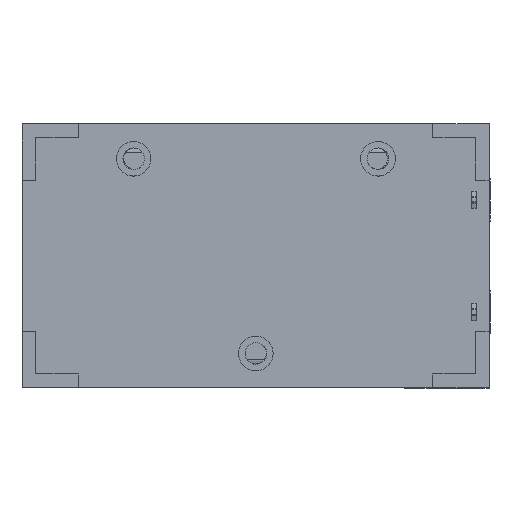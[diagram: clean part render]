
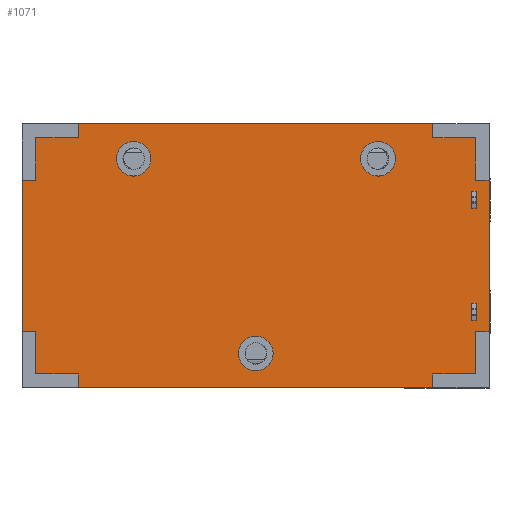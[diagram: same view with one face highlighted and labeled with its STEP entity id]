
A CAD part, top view. The second image highlights one B-rep face of the part: STEP entity #1071.
In plain terms, the highlighted planar face has unit normal (0, 0, 1).
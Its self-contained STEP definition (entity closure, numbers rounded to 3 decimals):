
#801 = VERTEX_POINT('',#802);
#802 = CARTESIAN_POINT('',(-27.,-8.75,2.5));
#808 = EDGE_CURVE('',#809,#801,#811,.T.);
#809 = VERTEX_POINT('',#810);
#810 = CARTESIAN_POINT('',(-27.,8.75,2.5));
#811 = LINE('',#812,#813);
#812 = CARTESIAN_POINT('',(-27.,15.25,2.5));
#813 = VECTOR('',#814,1.);
#814 = DIRECTION('',(0.,-1.,0.));
#1071 = ADVANCED_FACE('',(#1072,#1225,#1236,#1270,#1281,#1315),#1326,.T.
  );
#1072 = FACE_BOUND('',#1073,.T.);
#1073 = EDGE_LOOP('',(#1074,#1082,#1083,#1091,#1099,#1107,#1115,#1123,
    #1131,#1139,#1147,#1155,#1163,#1171,#1179,#1187,#1195,#1203,#1211,
    #1219));
#1074 = ORIENTED_EDGE('',*,*,#1075,.T.);
#1075 = EDGE_CURVE('',#1076,#809,#1078,.T.);
#1076 = VERTEX_POINT('',#1077);
#1077 = CARTESIAN_POINT('',(-25.4,8.75,2.5));
#1078 = LINE('',#1079,#1080);
#1079 = CARTESIAN_POINT('',(-13.5,8.75,2.5));
#1080 = VECTOR('',#1081,1.);
#1081 = DIRECTION('',(-1.,0.,0.));
#1082 = ORIENTED_EDGE('',*,*,#808,.T.);
#1083 = ORIENTED_EDGE('',*,*,#1084,.T.);
#1084 = EDGE_CURVE('',#801,#1085,#1087,.T.);
#1085 = VERTEX_POINT('',#1086);
#1086 = CARTESIAN_POINT('',(-25.4,-8.75,2.5));
#1087 = LINE('',#1088,#1089);
#1088 = CARTESIAN_POINT('',(-12.7,-8.75,2.5));
#1089 = VECTOR('',#1090,1.);
#1090 = DIRECTION('',(1.,0.,0.));
#1091 = ORIENTED_EDGE('',*,*,#1092,.T.);
#1092 = EDGE_CURVE('',#1085,#1093,#1095,.T.);
#1093 = VERTEX_POINT('',#1094);
#1094 = CARTESIAN_POINT('',(-25.4,-13.65,2.5));
#1095 = LINE('',#1096,#1097);
#1096 = CARTESIAN_POINT('',(-25.4,-6.631,2.5));
#1097 = VECTOR('',#1098,1.);
#1098 = DIRECTION('',(0.,-1.,0.));
#1099 = ORIENTED_EDGE('',*,*,#1100,.T.);
#1100 = EDGE_CURVE('',#1093,#1101,#1103,.T.);
#1101 = VERTEX_POINT('',#1102);
#1102 = CARTESIAN_POINT('',(-20.5,-13.65,2.5));
#1103 = LINE('',#1104,#1105);
#1104 = CARTESIAN_POINT('',(-10.25,-13.65,2.5));
#1105 = VECTOR('',#1106,1.);
#1106 = DIRECTION('',(1.,0.,0.));
#1107 = ORIENTED_EDGE('',*,*,#1108,.T.);
#1108 = EDGE_CURVE('',#1101,#1109,#1111,.T.);
#1109 = VERTEX_POINT('',#1110);
#1110 = CARTESIAN_POINT('',(-20.5,-15.25,2.5));
#1111 = LINE('',#1112,#1113);
#1112 = CARTESIAN_POINT('',(-20.5,-7.431,2.5));
#1113 = VECTOR('',#1114,1.);
#1114 = DIRECTION('',(0.,-1.,0.));
#1115 = ORIENTED_EDGE('',*,*,#1116,.T.);
#1116 = EDGE_CURVE('',#1109,#1117,#1119,.T.);
#1117 = VERTEX_POINT('',#1118);
#1118 = CARTESIAN_POINT('',(20.5,-15.25,2.5));
#1119 = LINE('',#1120,#1121);
#1120 = CARTESIAN_POINT('',(-27.,-15.25,2.5));
#1121 = VECTOR('',#1122,1.);
#1122 = DIRECTION('',(1.,0.,0.));
#1123 = ORIENTED_EDGE('',*,*,#1124,.T.);
#1124 = EDGE_CURVE('',#1117,#1125,#1127,.T.);
#1125 = VERTEX_POINT('',#1126);
#1126 = CARTESIAN_POINT('',(20.5,-13.65,2.5));
#1127 = LINE('',#1128,#1129);
#1128 = CARTESIAN_POINT('',(20.5,-6.631,2.5));
#1129 = VECTOR('',#1130,1.);
#1130 = DIRECTION('',(0.,1.,0.));
#1131 = ORIENTED_EDGE('',*,*,#1132,.T.);
#1132 = EDGE_CURVE('',#1125,#1133,#1135,.T.);
#1133 = VERTEX_POINT('',#1134);
#1134 = CARTESIAN_POINT('',(25.4,-13.65,2.5));
#1135 = LINE('',#1136,#1137);
#1136 = CARTESIAN_POINT('',(12.7,-13.65,2.5));
#1137 = VECTOR('',#1138,1.);
#1138 = DIRECTION('',(1.,0.,0.));
#1139 = ORIENTED_EDGE('',*,*,#1140,.T.);
#1140 = EDGE_CURVE('',#1133,#1141,#1143,.T.);
#1141 = VERTEX_POINT('',#1142);
#1142 = CARTESIAN_POINT('',(25.4,-8.75,2.5));
#1143 = LINE('',#1144,#1145);
#1144 = CARTESIAN_POINT('',(25.4,-4.181,2.5));
#1145 = VECTOR('',#1146,1.);
#1146 = DIRECTION('',(0.,1.,0.));
#1147 = ORIENTED_EDGE('',*,*,#1148,.T.);
#1148 = EDGE_CURVE('',#1141,#1149,#1151,.T.);
#1149 = VERTEX_POINT('',#1150);
#1150 = CARTESIAN_POINT('',(27.,-8.75,2.5));
#1151 = LINE('',#1152,#1153);
#1152 = CARTESIAN_POINT('',(13.5,-8.75,2.5));
#1153 = VECTOR('',#1154,1.);
#1154 = DIRECTION('',(1.,0.,0.));
#1155 = ORIENTED_EDGE('',*,*,#1156,.T.);
#1156 = EDGE_CURVE('',#1149,#1157,#1159,.T.);
#1157 = VERTEX_POINT('',#1158);
#1158 = CARTESIAN_POINT('',(27.,8.75,2.5));
#1159 = LINE('',#1160,#1161);
#1160 = CARTESIAN_POINT('',(27.,-15.25,2.5));
#1161 = VECTOR('',#1162,1.);
#1162 = DIRECTION('',(0.,1.,0.));
#1163 = ORIENTED_EDGE('',*,*,#1164,.T.);
#1164 = EDGE_CURVE('',#1157,#1165,#1167,.T.);
#1165 = VERTEX_POINT('',#1166);
#1166 = CARTESIAN_POINT('',(25.4,8.75,2.5));
#1167 = LINE('',#1168,#1169);
#1168 = CARTESIAN_POINT('',(12.7,8.75,2.5));
#1169 = VECTOR('',#1170,1.);
#1170 = DIRECTION('',(-1.,0.,0.));
#1171 = ORIENTED_EDGE('',*,*,#1172,.T.);
#1172 = EDGE_CURVE('',#1165,#1173,#1175,.T.);
#1173 = VERTEX_POINT('',#1174);
#1174 = CARTESIAN_POINT('',(25.4,13.65,2.5));
#1175 = LINE('',#1176,#1177);
#1176 = CARTESIAN_POINT('',(25.4,7.019,2.5));
#1177 = VECTOR('',#1178,1.);
#1178 = DIRECTION('',(0.,1.,0.));
#1179 = ORIENTED_EDGE('',*,*,#1180,.T.);
#1180 = EDGE_CURVE('',#1173,#1181,#1183,.T.);
#1181 = VERTEX_POINT('',#1182);
#1182 = CARTESIAN_POINT('',(20.5,13.65,2.5));
#1183 = LINE('',#1184,#1185);
#1184 = CARTESIAN_POINT('',(10.25,13.65,2.5));
#1185 = VECTOR('',#1186,1.);
#1186 = DIRECTION('',(-1.,0.,0.));
#1187 = ORIENTED_EDGE('',*,*,#1188,.T.);
#1188 = EDGE_CURVE('',#1181,#1189,#1191,.T.);
#1189 = VERTEX_POINT('',#1190);
#1190 = CARTESIAN_POINT('',(20.5,15.25,2.5));
#1191 = LINE('',#1192,#1193);
#1192 = CARTESIAN_POINT('',(20.5,7.819,2.5));
#1193 = VECTOR('',#1194,1.);
#1194 = DIRECTION('',(0.,1.,0.));
#1195 = ORIENTED_EDGE('',*,*,#1196,.T.);
#1196 = EDGE_CURVE('',#1189,#1197,#1199,.T.);
#1197 = VERTEX_POINT('',#1198);
#1198 = CARTESIAN_POINT('',(-20.5,15.25,2.5));
#1199 = LINE('',#1200,#1201);
#1200 = CARTESIAN_POINT('',(27.,15.25,2.5));
#1201 = VECTOR('',#1202,1.);
#1202 = DIRECTION('',(-1.,0.,0.));
#1203 = ORIENTED_EDGE('',*,*,#1204,.T.);
#1204 = EDGE_CURVE('',#1197,#1205,#1207,.T.);
#1205 = VERTEX_POINT('',#1206);
#1206 = CARTESIAN_POINT('',(-20.5,13.65,2.5));
#1207 = LINE('',#1208,#1209);
#1208 = CARTESIAN_POINT('',(-20.5,7.019,2.5));
#1209 = VECTOR('',#1210,1.);
#1210 = DIRECTION('',(0.,-1.,0.));
#1211 = ORIENTED_EDGE('',*,*,#1212,.T.);
#1212 = EDGE_CURVE('',#1205,#1213,#1215,.T.);
#1213 = VERTEX_POINT('',#1214);
#1214 = CARTESIAN_POINT('',(-25.4,13.65,2.5));
#1215 = LINE('',#1216,#1217);
#1216 = CARTESIAN_POINT('',(-12.7,13.65,2.5));
#1217 = VECTOR('',#1218,1.);
#1218 = DIRECTION('',(-1.,0.,0.));
#1219 = ORIENTED_EDGE('',*,*,#1220,.T.);
#1220 = EDGE_CURVE('',#1213,#1076,#1221,.T.);
#1221 = LINE('',#1222,#1223);
#1222 = CARTESIAN_POINT('',(-25.4,4.569,2.5));
#1223 = VECTOR('',#1224,1.);
#1224 = DIRECTION('',(0.,-1.,0.));
#1225 = FACE_BOUND('',#1226,.T.);
#1226 = EDGE_LOOP('',(#1227));
#1227 = ORIENTED_EDGE('',*,*,#1228,.F.);
#1228 = EDGE_CURVE('',#1229,#1229,#1231,.T.);
#1229 = VERTEX_POINT('',#1230);
#1230 = CARTESIAN_POINT('',(2.032,-11.279,2.5));
#1231 = CIRCLE('',#1232,2.);
#1232 = AXIS2_PLACEMENT_3D('',#1233,#1234,#1235);
#1233 = CARTESIAN_POINT('',(0.032,-11.279,2.5));
#1234 = DIRECTION('',(0.,0.,1.));
#1235 = DIRECTION('',(1.,0.,0.));
#1236 = FACE_BOUND('',#1237,.T.);
#1237 = EDGE_LOOP('',(#1238,#1248,#1256,#1264));
#1238 = ORIENTED_EDGE('',*,*,#1239,.F.);
#1239 = EDGE_CURVE('',#1240,#1242,#1244,.T.);
#1240 = VERTEX_POINT('',#1241);
#1241 = CARTESIAN_POINT('',(25.,-5.5,2.5));
#1242 = VERTEX_POINT('',#1243);
#1243 = CARTESIAN_POINT('',(25.,-7.5,2.5));
#1244 = LINE('',#1245,#1246);
#1245 = CARTESIAN_POINT('',(25.,-3.556,2.5));
#1246 = VECTOR('',#1247,1.);
#1247 = DIRECTION('',(0.,-1.,0.));
#1248 = ORIENTED_EDGE('',*,*,#1249,.F.);
#1249 = EDGE_CURVE('',#1250,#1240,#1252,.T.);
#1250 = VERTEX_POINT('',#1251);
#1251 = CARTESIAN_POINT('',(25.5,-5.5,2.5));
#1252 = LINE('',#1253,#1254);
#1253 = CARTESIAN_POINT('',(12.5,-5.5,2.5));
#1254 = VECTOR('',#1255,1.);
#1255 = DIRECTION('',(-1.,0.,0.));
#1256 = ORIENTED_EDGE('',*,*,#1257,.F.);
#1257 = EDGE_CURVE('',#1258,#1250,#1260,.T.);
#1258 = VERTEX_POINT('',#1259);
#1259 = CARTESIAN_POINT('',(25.5,-7.5,2.5));
#1260 = LINE('',#1261,#1262);
#1261 = CARTESIAN_POINT('',(25.5,-2.556,2.5));
#1262 = VECTOR('',#1263,1.);
#1263 = DIRECTION('',(0.,1.,0.));
#1264 = ORIENTED_EDGE('',*,*,#1265,.F.);
#1265 = EDGE_CURVE('',#1242,#1258,#1266,.T.);
#1266 = LINE('',#1267,#1268);
#1267 = CARTESIAN_POINT('',(12.75,-7.5,2.5));
#1268 = VECTOR('',#1269,1.);
#1269 = DIRECTION('',(1.,0.,0.));
#1270 = FACE_BOUND('',#1271,.T.);
#1271 = EDGE_LOOP('',(#1272));
#1272 = ORIENTED_EDGE('',*,*,#1273,.F.);
#1273 = EDGE_CURVE('',#1274,#1274,#1276,.T.);
#1274 = VERTEX_POINT('',#1275);
#1275 = CARTESIAN_POINT('',(-12.093,11.221,2.5));
#1276 = CIRCLE('',#1277,2.);
#1277 = AXIS2_PLACEMENT_3D('',#1278,#1279,#1280);
#1278 = CARTESIAN_POINT('',(-14.093,11.221,2.5));
#1279 = DIRECTION('',(0.,0.,1.));
#1280 = DIRECTION('',(1.,0.,0.));
#1281 = FACE_BOUND('',#1282,.T.);
#1282 = EDGE_LOOP('',(#1283,#1293,#1301,#1309));
#1283 = ORIENTED_EDGE('',*,*,#1284,.F.);
#1284 = EDGE_CURVE('',#1285,#1287,#1289,.T.);
#1285 = VERTEX_POINT('',#1286);
#1286 = CARTESIAN_POINT('',(25.,7.5,2.5));
#1287 = VERTEX_POINT('',#1288);
#1288 = CARTESIAN_POINT('',(25.,5.5,2.5));
#1289 = LINE('',#1290,#1291);
#1290 = CARTESIAN_POINT('',(25.,2.944,2.5));
#1291 = VECTOR('',#1292,1.);
#1292 = DIRECTION('',(0.,-1.,0.));
#1293 = ORIENTED_EDGE('',*,*,#1294,.F.);
#1294 = EDGE_CURVE('',#1295,#1285,#1297,.T.);
#1295 = VERTEX_POINT('',#1296);
#1296 = CARTESIAN_POINT('',(25.5,7.5,2.5));
#1297 = LINE('',#1298,#1299);
#1298 = CARTESIAN_POINT('',(12.5,7.5,2.5));
#1299 = VECTOR('',#1300,1.);
#1300 = DIRECTION('',(-1.,0.,0.));
#1301 = ORIENTED_EDGE('',*,*,#1302,.F.);
#1302 = EDGE_CURVE('',#1303,#1295,#1305,.T.);
#1303 = VERTEX_POINT('',#1304);
#1304 = CARTESIAN_POINT('',(25.5,5.5,2.5));
#1305 = LINE('',#1306,#1307);
#1306 = CARTESIAN_POINT('',(25.5,3.944,2.5));
#1307 = VECTOR('',#1308,1.);
#1308 = DIRECTION('',(0.,1.,0.));
#1309 = ORIENTED_EDGE('',*,*,#1310,.F.);
#1310 = EDGE_CURVE('',#1287,#1303,#1311,.T.);
#1311 = LINE('',#1312,#1313);
#1312 = CARTESIAN_POINT('',(12.75,5.5,2.5));
#1313 = VECTOR('',#1314,1.);
#1314 = DIRECTION('',(1.,0.,0.));
#1315 = FACE_BOUND('',#1316,.T.);
#1316 = EDGE_LOOP('',(#1317));
#1317 = ORIENTED_EDGE('',*,*,#1318,.F.);
#1318 = EDGE_CURVE('',#1319,#1319,#1321,.T.);
#1319 = VERTEX_POINT('',#1320);
#1320 = CARTESIAN_POINT('',(16.157,11.221,2.5));
#1321 = CIRCLE('',#1322,2.);
#1322 = AXIS2_PLACEMENT_3D('',#1323,#1324,#1325);
#1323 = CARTESIAN_POINT('',(14.157,11.221,2.5));
#1324 = DIRECTION('',(0.,0.,1.));
#1325 = DIRECTION('',(1.,0.,0.));
#1326 = PLANE('',#1327);
#1327 = AXIS2_PLACEMENT_3D('',#1328,#1329,#1330);
#1328 = CARTESIAN_POINT('',(0.,0.388,2.5));
#1329 = DIRECTION('',(0.,0.,1.));
#1330 = DIRECTION('',(1.,0.,0.));
